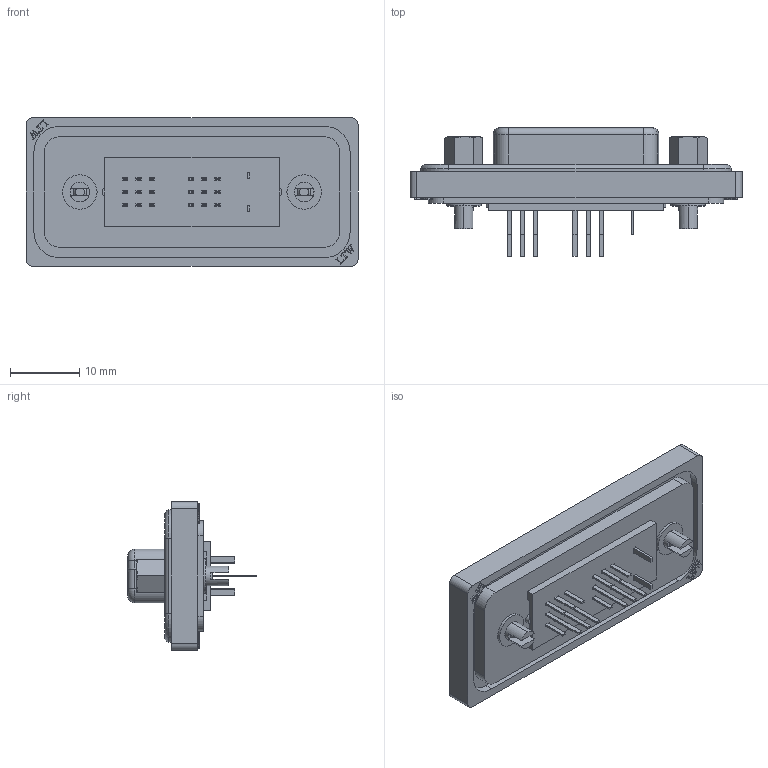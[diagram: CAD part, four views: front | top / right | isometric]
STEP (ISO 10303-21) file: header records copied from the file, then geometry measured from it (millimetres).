
FILE_DESCRIPTION (( 'STEP AP214' ), '1' );
FILE_NAME ('DVWPDSL-SCF_3D.step', '2024-09-11T16:05:51', ( '' ), ( '' ), 'SwSTEP 2.0', 'SolidWorks 2022', '' );
FILE_SCHEMA (( 'AUTOMOTIVE_DESIGN' ));
Length unit declared in the file: millimetre
Products named in the file (1): DVWPDSL-SCF_3D
Bounding box: 48.1 x 18.65 x 21.5 mm (x, y, z)
Volume: 6559 mm3; surface area: 7788.8 mm2
Topology: 2 solids, 2 shells, 926 faces, 2374 edges, 1525 vertices
Faces by surface type: plane 654, bspline 114, cylinder 112, torus 28, cone 18
Entity records: 40483 total; most frequent: CARTESIAN_POINT 13760, ORIENTED_EDGE 4732, DIRECTION 3796, EDGE_CURVE 2366, LINE 1758, VECTOR 1758, VERTEX_POINT 1523, AXIS2_PLACEMENT_3D 1019
